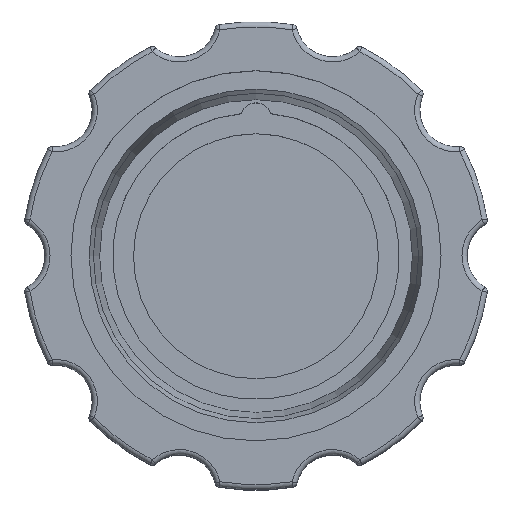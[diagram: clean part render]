
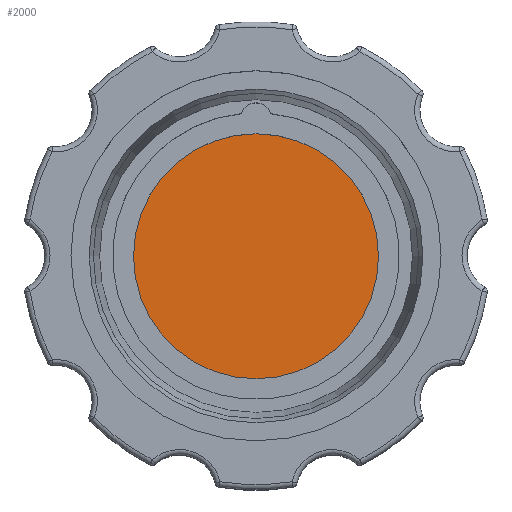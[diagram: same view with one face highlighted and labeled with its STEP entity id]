
A CAD part, top view. The second image highlights one B-rep face of the part: STEP entity #2000.
In plain terms, the highlighted planar face has unit normal (0, 0, 1).
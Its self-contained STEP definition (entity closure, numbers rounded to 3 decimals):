
#259=PLANE($,#2166);
#279=FACE_OUTER_BOUND($,#435,.T.);
#435=EDGE_LOOP($,(#1391));
#601=CIRCLE($,#2167,11.75);
#940=VERTEX_POINT($,#3384);
#1097=EDGE_CURVE($,#940,#940,#601,.T.);
#1391=ORIENTED_EDGE($,*,*,#1097,.T.);
#2000=ADVANCED_FACE($,(#279),#259,.F.);
#2166=AXIS2_PLACEMENT_3D($,#3383,#2573,#2574);
#2167=AXIS2_PLACEMENT_3D($,#3385,#2575,#2576);
#2573=DIRECTION('center_axis',(0.,0.,-1.));
#2574=DIRECTION('ref_axis',(-1.,0.,0.));
#2575=DIRECTION('center_axis',(0.,0.,1.));
#2576=DIRECTION('ref_axis',(1.,0.,0.));
#3383=CARTESIAN_POINT('Origin',(0.,11.75,-9.));
#3384=CARTESIAN_POINT('',(0.,11.75,-9.));
#3385=CARTESIAN_POINT('Origin',(0.,0.,-9.));
